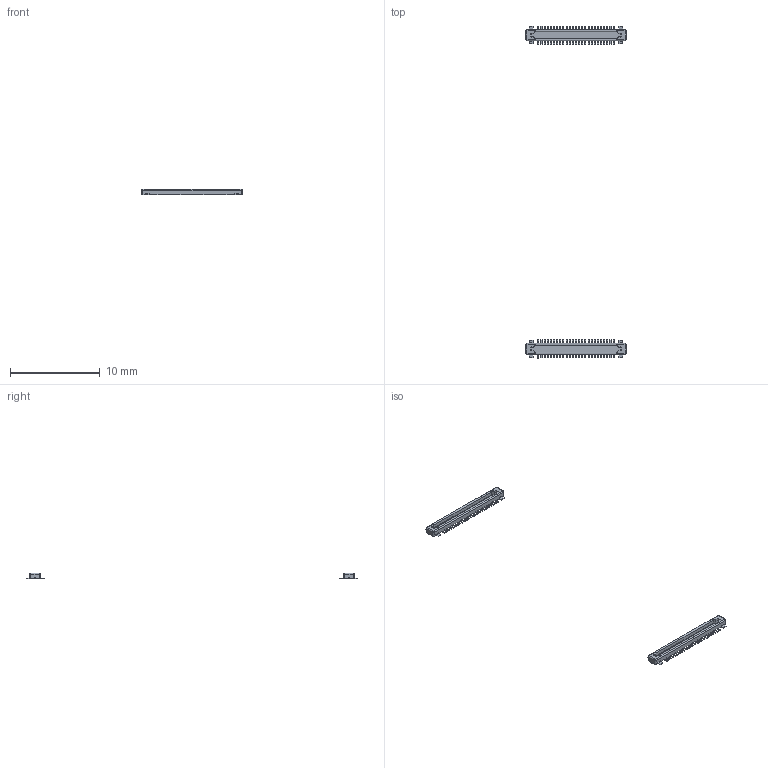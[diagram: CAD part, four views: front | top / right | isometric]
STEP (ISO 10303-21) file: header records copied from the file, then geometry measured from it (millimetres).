
FILE_DESCRIPTION(/* description */ (''),/* implementation_level */ '2;1');
FILE_NAME(/* name */ 'nRFBuddySensorConnector.step',/* time_stamp */ '2023-04-01T17:21:03+10:00',/* author */ (''),/* organization */ (''),/* preprocessor_version */ 'ST-DEVELOPER v19.2',/* originating_system */ 'Autodesk Translation Framework v11.17.0.187',/* authorisation */ '');
FILE_SCHEMA (('AUTOMOTIVE_DESIGN { 1 0 10303 214 3 1 1 }'));
Length unit declared in the file: millimetre
Products named in the file (2): Connector; BM24-50DP-0.35V
Assembly tree (2 placements, depth 2):
  Connector
    BM24-50DP-0.35V  x2
Bounding box: 11.32 x 37.02 x 0.66 mm (x, y, z)
Volume: 9.6 mm3; surface area: 121.9 mm2
Topology: 2 solids, 2 shells, 816 faces, 2360 edges, 1544 vertices
Faces by surface type: plane 604, cylinder 188, sphere 8, torus 8, bspline 8
Entity records: 13919 total; most frequent: CARTESIAN_POINT 2609, ORIENTED_EDGE 2352, DIRECTION 2148, EDGE_CURVE 1176, LINE 988, VECTOR 988, VERTEX_POINT 772, AXIS2_PLACEMENT_3D 580
